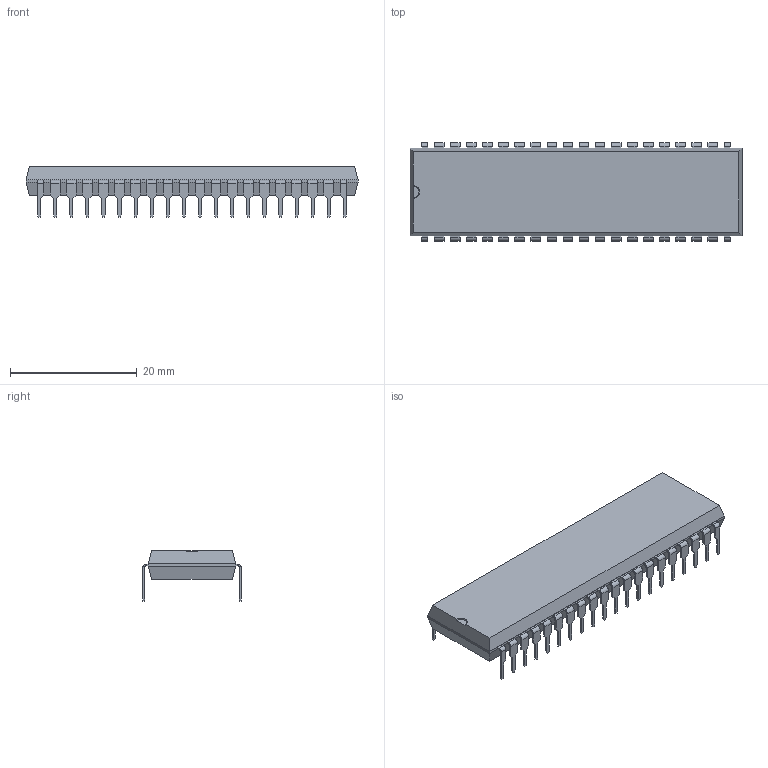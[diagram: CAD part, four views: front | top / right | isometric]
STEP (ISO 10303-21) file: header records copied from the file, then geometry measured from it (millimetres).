
FILE_DESCRIPTION (( 'STEP AP214' ), '1' );
FILE_NAME ('6C7B3D54-C858-401C-A359-4AE80DBB1FF1.STEP', '2023-05-06T15:42:36', ( '' ), ( '' ), 'SwSTEP 2.0', 'SolidWorks 2022', '' );
FILE_SCHEMA (( 'AUTOMOTIVE_DESIGN' ));
Length unit declared in the file: millimetre
Products named in the file (1): 6C7B3D54-C858-401C-A359-4AE80DBB1FF1
Bounding box: 52.4 x 15.49 x 8 mm (x, y, z)
Volume: 3171.1 mm3; surface area: 2513 mm2
Topology: 1 solids, 1 shells, 609 faces, 1693 edges, 1126 vertices
Faces by surface type: plane 527, cylinder 80, cone 2
Entity records: 19456 total; most frequent: CARTESIAN_POINT 3441, ORIENTED_EDGE 3386, DIRECTION 3075, EDGE_CURVE 1693, LINE 1527, VECTOR 1527, VERTEX_POINT 1126, AXIS2_PLACEMENT_3D 774
